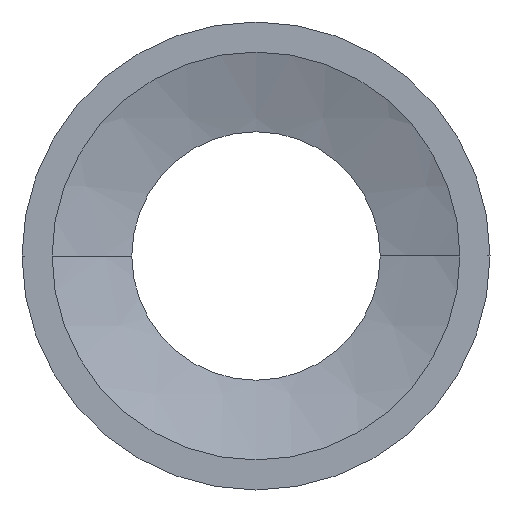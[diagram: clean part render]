
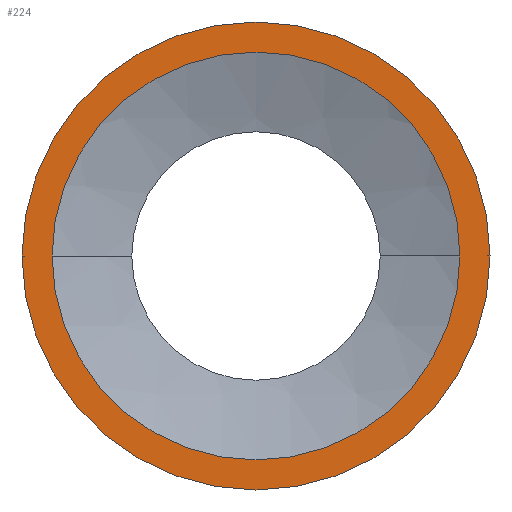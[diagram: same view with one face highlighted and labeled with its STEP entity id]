
A CAD part, front view. The second image highlights one B-rep face of the part: STEP entity #224.
In plain terms, the highlighted planar face has unit normal (0, -1, 0).
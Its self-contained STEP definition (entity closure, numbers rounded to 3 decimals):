
#39 = PLANE ( 'NONE',  #1079 ) ;
#48 = EDGE_LOOP ( 'NONE', ( #831, #1325 ) ) ;
#96 = CIRCLE ( 'NONE', #318, 15.026 ) ;
#100 = DIRECTION ( 'NONE',  ( 0., 0., 1. ) ) ;
#127 = DIRECTION ( 'NONE',  ( 0., 1., 0. ) ) ;
#190 = CARTESIAN_POINT ( 'NONE',  ( -61.185, 223.164, -41. ) ) ;
#224 = ADVANCED_FACE ( 'NONE', ( #767, #1523 ), #39, .F. ) ;
#243 = ORIENTED_EDGE ( 'NONE', *, *, #1135, .T. ) ;
#271 = VERTEX_POINT ( 'NONE', #497 ) ;
#307 = ORIENTED_EDGE ( 'NONE', *, *, #1336, .T. ) ;
#318 = AXIS2_PLACEMENT_3D ( 'NONE', #1007, #127, #1710 ) ;
#389 = VERTEX_POINT ( 'NONE', #1423 ) ;
#483 = DIRECTION ( 'NONE',  ( 0., 0., 1. ) ) ;
#497 = CARTESIAN_POINT ( 'NONE',  ( 17.238, 223.164, 0. ) ) ;
#501 = AXIS2_PLACEMENT_3D ( 'NONE', #1439, #1887, #665 ) ;
#550 = EDGE_LOOP ( 'NONE', ( #243, #307 ) ) ;
#588 = CARTESIAN_POINT ( 'NONE',  ( 15.026, 223.164, 0. ) ) ;
#603 = AXIS2_PLACEMENT_3D ( 'NONE', #926, #1807, #483 ) ;
#636 = EDGE_CURVE ( 'NONE', #271, #908, #687, .T. ) ;
#665 = DIRECTION ( 'NONE',  ( 0., 0., 1. ) ) ;
#687 = CIRCLE ( 'NONE', #1333, 17.238 ) ;
#717 = EDGE_CURVE ( 'NONE', #908, #271, #725, .T. ) ;
#725 = CIRCLE ( 'NONE', #501, 17.238 ) ;
#767 = FACE_BOUND ( 'NONE', #550, .T. ) ;
#789 = DIRECTION ( 'NONE',  ( 0., 1., 0. ) ) ;
#831 = ORIENTED_EDGE ( 'NONE', *, *, #717, .T. ) ;
#908 = VERTEX_POINT ( 'NONE', #992 ) ;
#915 = DIRECTION ( 'NONE',  ( 0., 0., 1. ) ) ;
#926 = CARTESIAN_POINT ( 'NONE',  ( 0., 223.164, 0. ) ) ;
#992 = CARTESIAN_POINT ( 'NONE',  ( -17.238, 223.164, 0. ) ) ;
#1007 = CARTESIAN_POINT ( 'NONE',  ( 0., 223.164, 0. ) ) ;
#1079 = AXIS2_PLACEMENT_3D ( 'NONE', #190, #789, #915 ) ;
#1135 = EDGE_CURVE ( 'NONE', #389, #1485, #1460, .T. ) ;
#1325 = ORIENTED_EDGE ( 'NONE', *, *, #636, .T. ) ;
#1333 = AXIS2_PLACEMENT_3D ( 'NONE', #1427, #1867, #100 ) ;
#1336 = EDGE_CURVE ( 'NONE', #1485, #389, #96, .T. ) ;
#1423 = CARTESIAN_POINT ( 'NONE',  ( -15.026, 223.164, 0. ) ) ;
#1427 = CARTESIAN_POINT ( 'NONE',  ( 0., 223.164, 0. ) ) ;
#1439 = CARTESIAN_POINT ( 'NONE',  ( 0., 223.164, 0. ) ) ;
#1460 = CIRCLE ( 'NONE', #603, 15.026 ) ;
#1485 = VERTEX_POINT ( 'NONE', #588 ) ;
#1523 = FACE_OUTER_BOUND ( 'NONE', #48, .T. ) ;
#1710 = DIRECTION ( 'NONE',  ( 0., 0., 1. ) ) ;
#1807 = DIRECTION ( 'NONE',  ( 0., 1., 0. ) ) ;
#1867 = DIRECTION ( 'NONE',  ( 0., -1., 0. ) ) ;
#1887 = DIRECTION ( 'NONE',  ( 0., -1., 0. ) ) ;
